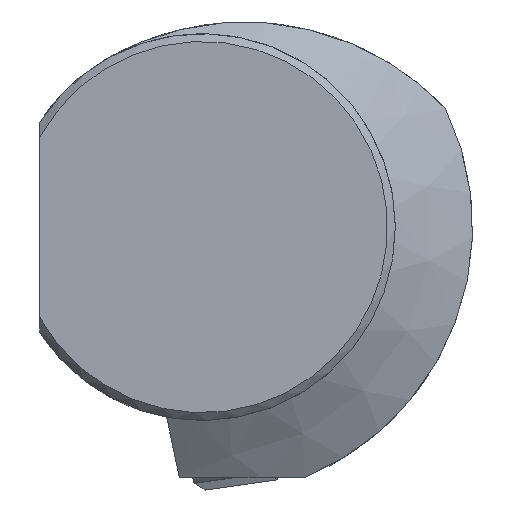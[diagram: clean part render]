
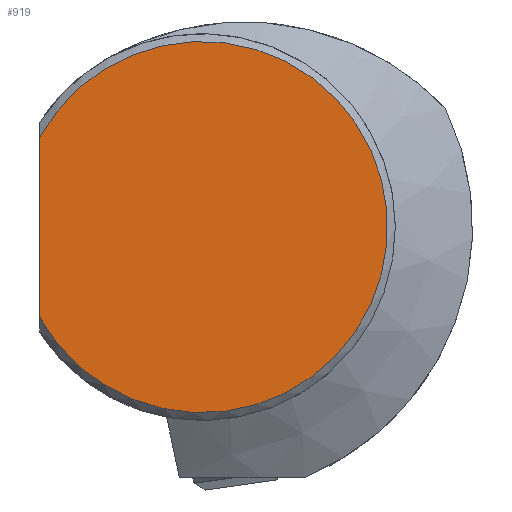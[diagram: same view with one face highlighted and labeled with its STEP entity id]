
A CAD part, left-side view. The second image highlights one B-rep face of the part: STEP entity #919.
In plain terms, the highlighted face is planar.
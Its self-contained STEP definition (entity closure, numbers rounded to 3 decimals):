
#452=CARTESIAN_POINT('',(0.,0.,0.));
#453=DIRECTION('',(0.,0.,1.));
#454=DIRECTION('',(-0.484,0.875,0.));
#455=AXIS2_PLACEMENT_3D('',#452,#453,#454);
#460=CARTESIAN_POINT('',(5.809,10.5,0.));
#475=CARTESIAN_POINT('',(-5.809,10.5,0.));
#480=DIRECTION('',(1.,0.,0.));
#481=VECTOR('',#480,11.619);
#482=CARTESIAN_POINT('',(-5.809,10.5,0.));
#483=LINE('',#482,#481);
#617=VERTEX_POINT('',#475);
#636=VERTEX_POINT('',#460);
#910=CARTESIAN_POINT('',(0.,0.,0.));
#911=DIRECTION('',(0.,0.,-1.));
#912=DIRECTION('',(1.,0.,0.));
#913=AXIS2_PLACEMENT_3D('',#910,#911,#912);
#914=PLANE('',#913);
#915=ORIENTED_EDGE('',*,*,#891,.T.);
#916=ORIENTED_EDGE('',*,*,#901,.F.);
#917=EDGE_LOOP('',(#915,#916));
#918=FACE_OUTER_BOUND('',#917,.F.);
#456=CIRCLE('',#455,12.);
#891=EDGE_CURVE('',#617,#636,#483,.T.);
#901=EDGE_CURVE('',#617,#636,#456,.T.);
#919=ADVANCED_FACE('',(#918),#914,.F.);
